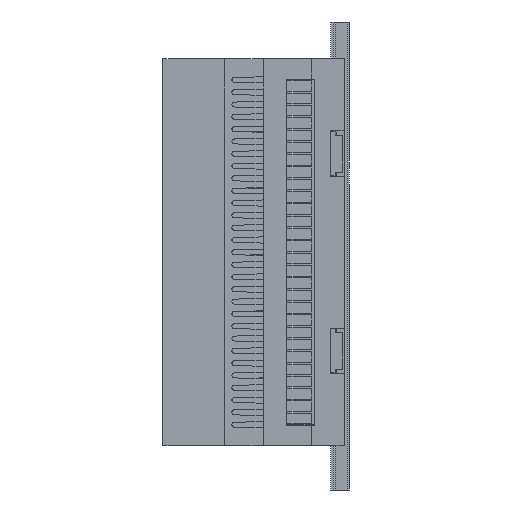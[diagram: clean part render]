
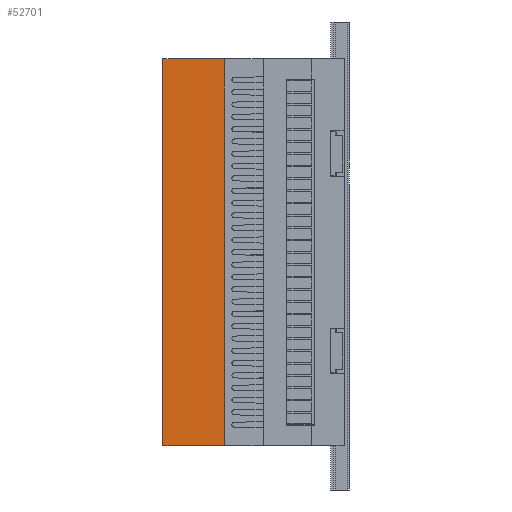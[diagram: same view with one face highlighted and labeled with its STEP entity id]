
A CAD part, left-side view. The second image highlights one B-rep face of the part: STEP entity #52701.
In plain terms, the highlighted planar face has unit normal (-1, 0, 0).
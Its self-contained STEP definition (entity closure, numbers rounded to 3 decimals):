
#2788 = VERTEX_POINT ( 'NONE', #7022 ) ;
#7022 = CARTESIAN_POINT ( 'NONE',  ( -22.5, 60.3, 31. ) ) ;
#7320 = EDGE_CURVE ( 'NONE', #75577, #90295, #73402, .T. ) ;
#9007 = CARTESIAN_POINT ( 'NONE',  ( -22.5, 60.3, 31. ) ) ;
#11892 = EDGE_CURVE ( 'NONE', #90295, #22055, #21813, .T. ) ;
#17587 = VECTOR ( 'NONE', #23511, 1000. ) ;
#21813 = LINE ( 'NONE', #76462, #69057 ) ;
#22055 = VERTEX_POINT ( 'NONE', #88426 ) ;
#23511 = DIRECTION ( 'NONE',  ( 0., -1., 0. ) ) ;
#24681 = DIRECTION ( 'NONE',  ( 0., 0., 1. ) ) ;
#26455 = CARTESIAN_POINT ( 'NONE',  ( -22.5, 60.3, -126. ) ) ;
#31977 = AXIS2_PLACEMENT_3D ( 'NONE', #82929, #75067, #46519 ) ;
#32896 = VECTOR ( 'NONE', #62658, 1000. ) ;
#38703 = CARTESIAN_POINT ( 'NONE',  ( -22.5, 60.3, -126. ) ) ;
#43619 = EDGE_CURVE ( 'NONE', #2788, #22055, #69442, .T. ) ;
#46519 = DIRECTION ( 'NONE',  ( 0., 0., -1. ) ) ;
#51366 = FACE_OUTER_BOUND ( 'NONE', #71905, .T. ) ;
#52701 = ADVANCED_FACE ( 'NONE', ( #51366 ), #89562, .F. ) ;
#60928 = CARTESIAN_POINT ( 'NONE',  ( -22.5, 60.3, -126. ) ) ;
#61578 = ORIENTED_EDGE ( 'NONE', *, *, #7320, .T. ) ;
#62658 = DIRECTION ( 'NONE',  ( 0., -1., 0. ) ) ;
#63088 = ORIENTED_EDGE ( 'NONE', *, *, #11892, .T. ) ;
#69057 = VECTOR ( 'NONE', #84659, 1000. ) ;
#69442 = LINE ( 'NONE', #9007, #17587 ) ;
#71905 = EDGE_LOOP ( 'NONE', ( #63088, #72398, #75552, #61578 ) ) ;
#72398 = ORIENTED_EDGE ( 'NONE', *, *, #43619, .F. ) ;
#72698 = CARTESIAN_POINT ( 'NONE',  ( -22.5, 35.3, -126. ) ) ;
#73402 = LINE ( 'NONE', #26455, #32896 ) ;
#73872 = LINE ( 'NONE', #60928, #77214 ) ;
#75067 = DIRECTION ( 'NONE',  ( 1., 0., 0. ) ) ;
#75552 = ORIENTED_EDGE ( 'NONE', *, *, #91488, .F. ) ;
#75577 = VERTEX_POINT ( 'NONE', #38703 ) ;
#76462 = CARTESIAN_POINT ( 'NONE',  ( -22.5, 35.3, -126. ) ) ;
#77214 = VECTOR ( 'NONE', #24681, 1000. ) ;
#82929 = CARTESIAN_POINT ( 'NONE',  ( -22.5, 60.3, -126. ) ) ;
#84659 = DIRECTION ( 'NONE',  ( 0., 0., 1. ) ) ;
#88426 = CARTESIAN_POINT ( 'NONE',  ( -22.5, 35.3, 31. ) ) ;
#89562 = PLANE ( 'NONE',  #31977 ) ;
#90295 = VERTEX_POINT ( 'NONE', #72698 ) ;
#91488 = EDGE_CURVE ( 'NONE', #75577, #2788, #73872, .T. ) ;
